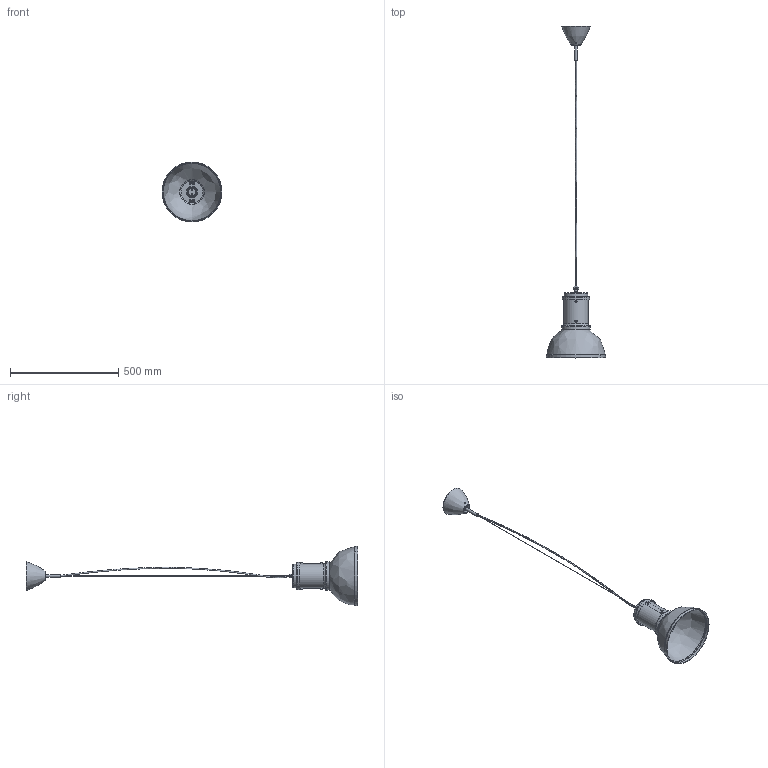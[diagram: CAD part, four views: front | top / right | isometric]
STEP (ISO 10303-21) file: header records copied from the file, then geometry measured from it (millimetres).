
FILE_DESCRIPTION(/* description */ (''),/* implementation_level */ '2;1');
FILE_NAME(/* name */ 'F500080xxxxxNE.stp',/* time_stamp */ '2020-01-21T11:35:28+01:00',/* author */ ('sghezzi'),/* organization */ (''),/* preprocessor_version */ 'ST-DEVELOPER v17.2',/* originating_system */ 'Autodesk Inventor 2019',/* authorisation */ '');
FILE_SCHEMA (('AUTOMOTIVE_DESIGN { 1 0 10303 214 3 1 1 }'));
Length unit declared in the file: millimetre
Products named in the file (17): Lampara_5000_Assieme; 030000520_Rosone_sos_F13.2_grezzo; 007600934_Tubetto; PL P10 Colosio seramica E27; 066001853_Gancio_sosp _M13_ZnBi; 066010000_Bloccacavo ot nk 2 fori + viti 65091020; Parte6; Vite 65091020 x bloccacavo 066010000; 000001853_cavo acc alta resist con guaina_L1300; 005340200_Cavo3x0.75_d5.2; 065000600_Vite Godronata M5x20_D10H10; 007600000_Coprifumino; 007500000_Cetra; 007600005_Fumino; 007500001_Riflettore; 007500003_Raccordo con testa d13h3 filM10x1 h20; 066008110_Gancio sosp
Assembly tree (22 placements, depth 3):
  Lampara_5000_Assieme
    030000520_Rosone_sos_F13.2_grezzo
    007600934_Tubetto
    PL P10 Colosio seramica E27
    066001853_Gancio_sosp _M13_ZnBi
    066010000_Bloccacavo ot nk 2 fori + viti 65091020
      Parte6
      Vite 65091020 x bloccacavo 066010000  x2
    000001853_cavo acc alta resist con guaina_L1300
    005340200_Cavo3x0.75_d5.2
    065000600_Vite Godronata M5x20_D10H10  x6
    007600000_Coprifumino
    007500000_Cetra
    007600005_Fumino
    007500001_Riflettore
    007500003_Raccordo con testa d13h3 filM10x1 h20
    066008110_Gancio sosp
Bounding box: 276 x 1531.5 x 276 mm (x, y, z)
Volume: 521259.8 mm3; surface area: 547864 mm2
Topology: 22 solids, 22 shells, 298 faces, 833 edges, 578 vertices
Faces by surface type: plane 151, cylinder 112, torus 25, bspline 5, cone 5
Full cylindrical faces by diameter (mm): 1 x2, 2 x1, 2.2 x4, 3 x2, 3.242 x4, 4 x11, 4.2 x4, 5 x10, 5.2 x2, 6 x4, 6.5 x1, 7.2 x1, 9 x2, 10 x9, 11.92 x2, 13 x2, 13.2 x1, 15 x1, 17 x1, 23.351 x1, 37 x1, 43 x1, 55 x1, 105 x1, 106 x1, 109 x1, 110 x1, 112 x1, 122 x1, 126 x1
Entity records: 11057 total; most frequent: CARTESIAN_POINT 2900, DIRECTION 1658, ORIENTED_EDGE 1564, EDGE_CURVE 782, AXIS2_PLACEMENT_3D 649, VERTEX_POINT 543, LINE 360, VECTOR 360
